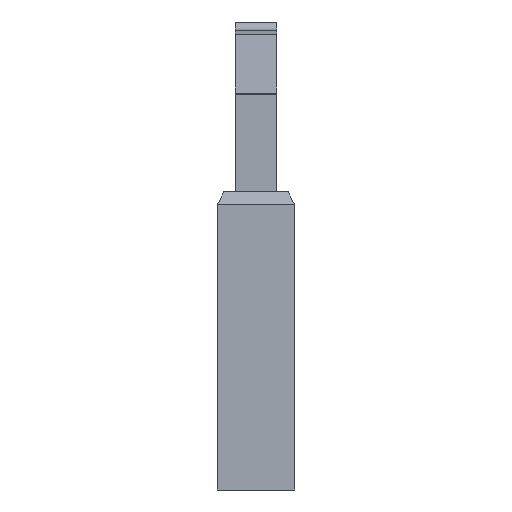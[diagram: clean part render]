
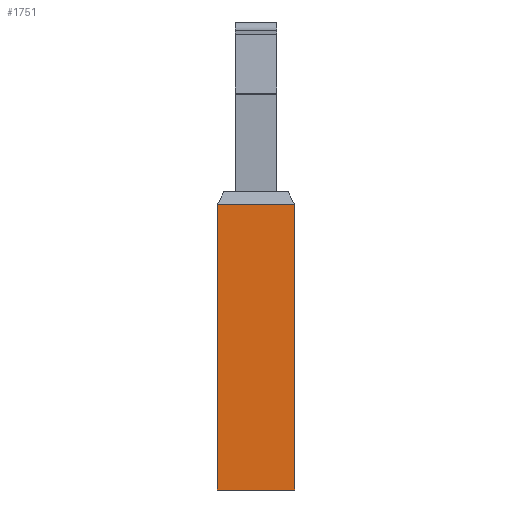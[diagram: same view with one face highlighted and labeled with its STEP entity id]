
A CAD part, left-side view. The second image highlights one B-rep face of the part: STEP entity #1751.
In plain terms, the highlighted planar face has unit normal (-1, 0, 0).
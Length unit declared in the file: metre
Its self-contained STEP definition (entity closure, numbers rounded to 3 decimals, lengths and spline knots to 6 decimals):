
#1751 = ADVANCED_FACE( '', ( #3456 ), #3457, .T. );
#3456 = FACE_OUTER_BOUND( '', #4237, .T. );
#3457 = PLANE( '', #4238 );
#4237 = EDGE_LOOP( '', ( #5487, #5488, #5489, #5490 ) );
#4238 = AXIS2_PLACEMENT_3D( '', #5491, #5492, #5493 );
#5487 = ORIENTED_EDGE( '', *, *, #7221, .T. );
#5488 = ORIENTED_EDGE( '', *, *, #7243, .T. );
#5489 = ORIENTED_EDGE( '', *, *, #7214, .T. );
#5490 = ORIENTED_EDGE( '', *, *, #7244, .F. );
#5491 = CARTESIAN_POINT( '', ( -0.018625, 0.02019, 0.0093 ) );
#5492 = DIRECTION( '', ( -1., 0., 0. ) );
#5493 = DIRECTION( '', ( 0., 0., 1. ) );
#7214 = EDGE_CURVE( '', #8031, #8029, #8032, .T. );
#7221 = EDGE_CURVE( '', #8043, #8041, #8044, .T. );
#7243 = EDGE_CURVE( '', #8041, #8031, #8084, .T. );
#7244 = EDGE_CURVE( '', #8043, #8029, #8085, .T. );
#8029 = VERTEX_POINT( '', #8206 );
#8031 = VERTEX_POINT( '', #8209 );
#8032 = LINE( '', #8210, #8211 );
#8041 = VERTEX_POINT( '', #8225 );
#8043 = VERTEX_POINT( '', #8228 );
#8044 = LINE( '', #8229, #8230 );
#8084 = LINE( '', #8286, #8287 );
#8085 = LINE( '', #8288, #8289 );
#8206 = CARTESIAN_POINT( '', ( -0.018625, 0.0015, -0.0023 ) );
#8209 = CARTESIAN_POINT( '', ( -0.018625, 0.0015, 0.0088 ) );
#8210 = CARTESIAN_POINT( '', ( -0.018625, 0.0015, 0.0093 ) );
#8211 = VECTOR( '', #8472, 1. );
#8225 = CARTESIAN_POINT( '', ( -0.018625, -0.0015, 0.0088 ) );
#8228 = CARTESIAN_POINT( '', ( -0.018625, -0.0015, -0.0023 ) );
#8229 = CARTESIAN_POINT( '', ( -0.018625, -0.0015, 0.0093 ) );
#8230 = VECTOR( '', #8479, 1. );
#8286 = CARTESIAN_POINT( '', ( -0.018625, 0.02019, 0.0088 ) );
#8287 = VECTOR( '', #8511, 1. );
#8288 = CARTESIAN_POINT( '', ( -0.018625, -0.0015, -0.0023 ) );
#8289 = VECTOR( '', #8512, 1. );
#8472 = DIRECTION( '', ( 0., 0., -1. ) );
#8479 = DIRECTION( '', ( 0., 0., 1. ) );
#8511 = DIRECTION( '', ( 0., 1., 0. ) );
#8512 = DIRECTION( '', ( 0., 1., 0. ) );
